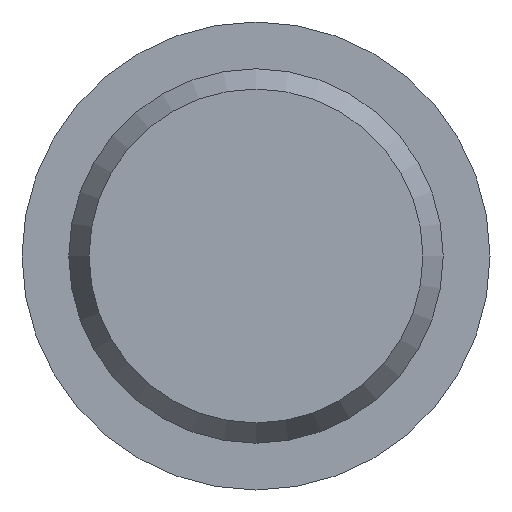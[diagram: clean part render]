
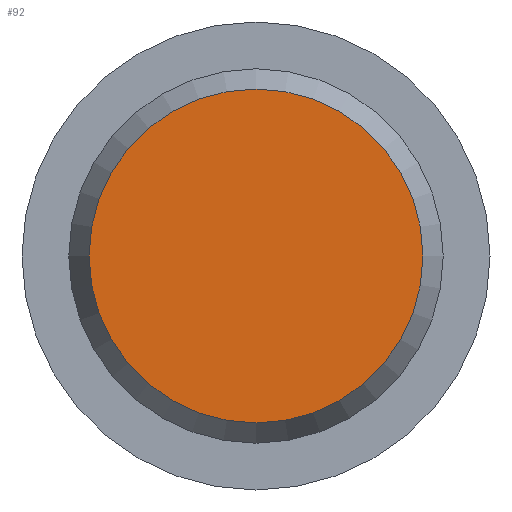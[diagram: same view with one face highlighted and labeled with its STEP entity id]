
A CAD part, left-side view. The second image highlights one B-rep face of the part: STEP entity #92.
In plain terms, the highlighted planar face has unit normal (-1, 0, 0).
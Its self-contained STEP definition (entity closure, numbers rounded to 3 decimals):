
#1 = CARTESIAN_POINT ( 'NONE',  ( 0., 0., 7.134 ) ) ;
#2 = ORIENTED_EDGE ( 'NONE', *, *, #17, .T. ) ;
#5 = DIRECTION ( 'NONE',  ( -1., 0., 0. ) ) ;
#17 = EDGE_CURVE ( 'NONE', #77, #77, #110, .T. ) ;
#24 = CARTESIAN_POINT ( 'NONE',  ( 0., 0., 0. ) ) ;
#45 = EDGE_LOOP ( 'NONE', ( #2 ) ) ;
#74 = DIRECTION ( 'NONE',  ( 0., 0., -1. ) ) ;
#77 = VERTEX_POINT ( 'NONE', #1 ) ;
#92 = ADVANCED_FACE ( 'NONE', ( #95 ), #112, .F. ) ;
#95 = FACE_OUTER_BOUND ( 'NONE', #45, .T. ) ;
#110 = CIRCLE ( 'NONE', #142, 7.134 ) ;
#112 = PLANE ( 'NONE',  #206 ) ;
#128 = DIRECTION ( 'NONE',  ( 0., 0., 1. ) ) ;
#142 = AXIS2_PLACEMENT_3D ( 'NONE', #24, #5, #128 ) ;
#152 = CARTESIAN_POINT ( 'NONE',  ( 0., 7.134, 0. ) ) ;
#206 = AXIS2_PLACEMENT_3D ( 'NONE', #152, #231, #74 ) ;
#231 = DIRECTION ( 'NONE',  ( 1., 0., 0. ) ) ;
